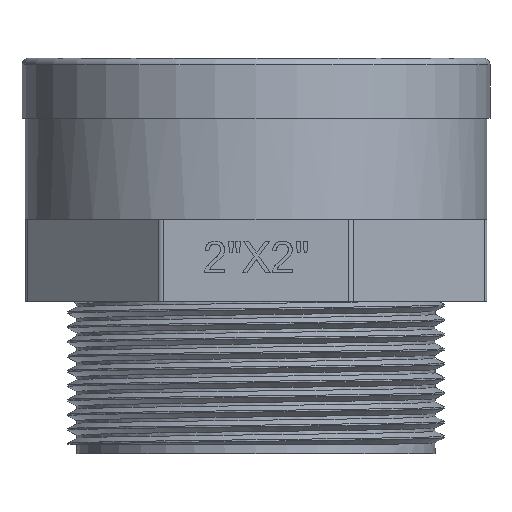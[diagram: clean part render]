
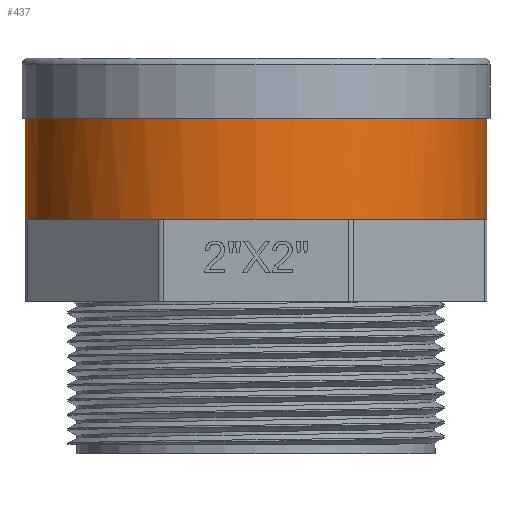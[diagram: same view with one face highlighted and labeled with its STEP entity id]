
A CAD part, front view. The second image highlights one B-rep face of the part: STEP entity #437.
In plain terms, the highlighted cylindrical face has radius 36.5 mm (diameter 73 mm), a full revolution.
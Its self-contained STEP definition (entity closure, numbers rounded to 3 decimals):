
#408=CYLINDRICAL_SURFACE('',#5181,36.5);
#437=ADVANCED_FACE('',(#963,#964),#408,.T.);
#897=CIRCLE('',#5172,36.5);
#898=CIRCLE('',#5173,36.5);
#899=CIRCLE('',#5174,36.5);
#900=CIRCLE('',#5175,36.5);
#901=CIRCLE('',#5176,36.5);
#902=CIRCLE('',#5177,36.5);
#903=CIRCLE('',#5178,36.5);
#904=CIRCLE('',#5179,36.5);
#905=CIRCLE('',#5180,36.5);
#963=FACE_BOUND('',#1041,.T.);
#964=FACE_BOUND('',#1042,.T.);
#1041=EDGE_LOOP('',(#1995));
#1042=EDGE_LOOP('',(#1996,#1997,#1998,#1999,#2000,#2001,#2002,#2003));
#1995=ORIENTED_EDGE('',*,*,#3935,.T.);
#1996=ORIENTED_EDGE('',*,*,#3936,.T.);
#1997=ORIENTED_EDGE('',*,*,#3937,.T.);
#1998=ORIENTED_EDGE('',*,*,#3938,.T.);
#1999=ORIENTED_EDGE('',*,*,#3939,.T.);
#2000=ORIENTED_EDGE('',*,*,#3940,.T.);
#2001=ORIENTED_EDGE('',*,*,#3941,.T.);
#2002=ORIENTED_EDGE('',*,*,#3942,.T.);
#2003=ORIENTED_EDGE('',*,*,#3943,.T.);
#3323=VERTEX_POINT('',#6393);
#3381=VERTEX_POINT('',#6680);
#3423=VERTEX_POINT('',#6900);
#3443=VERTEX_POINT('',#6969);
#3444=VERTEX_POINT('',#6971);
#3445=VERTEX_POINT('',#6974);
#3446=VERTEX_POINT('',#6977);
#3447=VERTEX_POINT('',#6979);
#3448=VERTEX_POINT('',#6981);
#3935=EDGE_CURVE('',#3443,#3443,#897,.T.);
#3936=EDGE_CURVE('',#3381,#3444,#898,.T.);
#3937=EDGE_CURVE('',#3444,#3423,#899,.T.);
#3938=EDGE_CURVE('',#3423,#3445,#900,.T.);
#3939=EDGE_CURVE('',#3445,#3323,#901,.T.);
#3940=EDGE_CURVE('',#3323,#3446,#902,.T.);
#3941=EDGE_CURVE('',#3446,#3447,#903,.T.);
#3942=EDGE_CURVE('',#3447,#3448,#904,.T.);
#3943=EDGE_CURVE('',#3448,#3381,#905,.T.);
#5172=AXIS2_PLACEMENT_3D('',#6968,#5493,#5494);
#5173=AXIS2_PLACEMENT_3D('',#6970,#5495,#5496);
#5174=AXIS2_PLACEMENT_3D('',#6972,#5497,#5498);
#5175=AXIS2_PLACEMENT_3D('',#6973,#5499,#5500);
#5176=AXIS2_PLACEMENT_3D('',#6975,#5501,#5502);
#5177=AXIS2_PLACEMENT_3D('',#6976,#5503,#5504);
#5178=AXIS2_PLACEMENT_3D('',#6978,#5505,#5506);
#5179=AXIS2_PLACEMENT_3D('',#6980,#5507,#5508);
#5180=AXIS2_PLACEMENT_3D('',#6982,#5509,#5510);
#5181=AXIS2_PLACEMENT_3D('',#6983,#5511,#5512);
#5493=DIRECTION('',(0.,0.,-1.));
#5494=DIRECTION('',(1.,0.,0.));
#5495=DIRECTION('',(0.,0.,1.));
#5496=DIRECTION('',(1.,0.,0.));
#5497=DIRECTION('',(0.,0.,1.));
#5498=DIRECTION('',(1.,0.,0.));
#5499=DIRECTION('',(0.,0.,1.));
#5500=DIRECTION('',(1.,0.,0.));
#5501=DIRECTION('',(0.,0.,1.));
#5502=DIRECTION('',(1.,0.,0.));
#5503=DIRECTION('',(0.,0.,1.));
#5504=DIRECTION('',(1.,0.,0.));
#5505=DIRECTION('',(0.,0.,1.));
#5506=DIRECTION('',(1.,0.,0.));
#5507=DIRECTION('',(0.,0.,1.));
#5508=DIRECTION('',(1.,0.,0.));
#5509=DIRECTION('',(0.,0.,1.));
#5510=DIRECTION('',(1.,0.,0.));
#5511=DIRECTION('',(0.,0.,1.));
#5512=DIRECTION('',(1.,0.,0.));
#6393=CARTESIAN_POINT('',(298.504,-127.791,8.));
#6680=CARTESIAN_POINT('',(371.504,-127.791,8.));
#6900=CARTESIAN_POINT('',(335.004,-91.291,8.));
#6968=CARTESIAN_POINT('',(335.004,-127.791,32.5));
#6969=CARTESIAN_POINT('',(371.504,-127.791,32.5));
#6970=CARTESIAN_POINT('',(335.004,-127.791,8.));
#6971=CARTESIAN_POINT('',(360.813,-101.982,8.));
#6972=CARTESIAN_POINT('',(335.004,-127.791,8.));
#6973=CARTESIAN_POINT('',(335.004,-127.791,8.));
#6974=CARTESIAN_POINT('',(309.194,-101.982,8.));
#6975=CARTESIAN_POINT('',(335.004,-127.791,8.));
#6976=CARTESIAN_POINT('',(335.004,-127.791,8.));
#6977=CARTESIAN_POINT('',(309.194,-153.601,8.));
#6978=CARTESIAN_POINT('',(335.004,-127.791,8.));
#6979=CARTESIAN_POINT('',(335.004,-164.291,8.));
#6980=CARTESIAN_POINT('',(335.004,-127.791,8.));
#6981=CARTESIAN_POINT('',(360.813,-153.601,8.));
#6982=CARTESIAN_POINT('',(335.004,-127.791,8.));
#6983=CARTESIAN_POINT('',(335.004,-127.791,8.));
